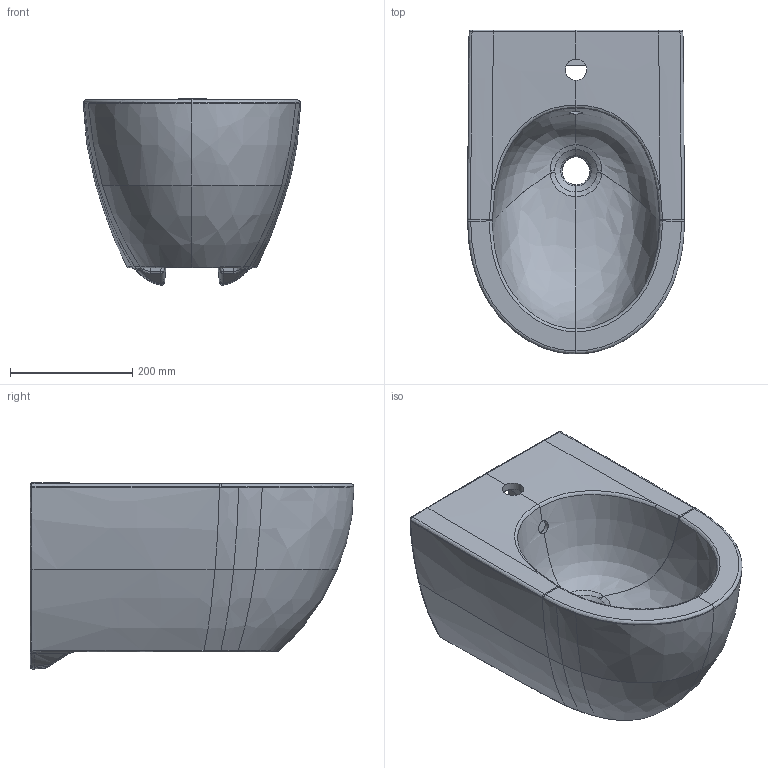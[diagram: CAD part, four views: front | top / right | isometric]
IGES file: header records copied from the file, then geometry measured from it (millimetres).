
Global section: file name: 502825; native system: Autodesk Inventor 2021; preprocessor: unknown; author: JANAN; date: 20221202.103604; units: millimetre
Bounding box: 355 x 530 x 304.71 mm (x, y, z)
Volume: 19820707.8 mm3; surface area: 941197 mm2
Topology: 1 solids, 1 shells, 447 faces, 1191 edges, 737 vertices
Faces by surface type: bspline 447
